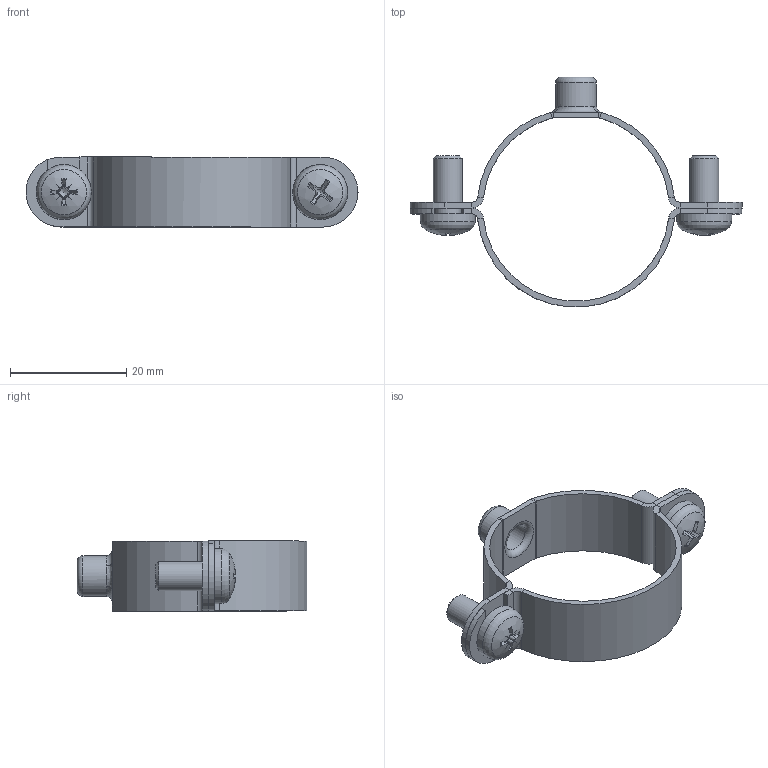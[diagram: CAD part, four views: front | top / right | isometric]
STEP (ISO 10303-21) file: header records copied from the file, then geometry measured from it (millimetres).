
FILE_DESCRIPTION(/* description */ (''),/* implementation_level */ '2;1');
FILE_NAME(/* name */ 'KSA32.stp',/* time_stamp */ '2020-12-04T10:06:01+01:00',/* author */ ('stanislaw.luczak'),/* organization */ (''),/* preprocessor_version */ 'ST-DEVELOPER v18.1',/* originating_system */ 'Autodesk Inventor 2021',/* authorisation */ '');
FILE_SCHEMA (('AUTOMOTIVE_DESIGN { 1 0 10303 214 3 1 1 }'));
Length unit declared in the file: millimetre
Products named in the file (5): KSA32; KSA32 góra; KSA32 dół; ISO 7045 - M5 x 10 - 4.8 - H; ISO 7045 - M5 x 10 - 4.8 - Z
Assembly tree (4 placements, depth 2):
  KSA32
    KSA32 góra
    KSA32 dół
    ISO 7045 - M5 x 10 - 4.8 - H
    ISO 7045 - M5 x 10 - 4.8 - Z
Bounding box: 57 x 39.43 x 12.04 mm (x, y, z)
Volume: 2474.1 mm3; surface area: 4555.5 mm2
Topology: 4 solids, 4 shells, 148 faces, 373 edges, 235 vertices
Faces by surface type: plane 70, cylinder 32, cone 28, torus 14, bspline 2, sphere 2
Full cylindrical faces by diameter (mm): 4.134 x2, 4.567 x2, 4.917 x1, 5 x2, 5.5 x1, 7 x1
Entity records: 5062 total; most frequent: CARTESIAN_POINT 1350, DIRECTION 776, ORIENTED_EDGE 742, EDGE_CURVE 371, AXIS2_PLACEMENT_3D 323, VERTEX_POINT 235, EDGE_LOOP 160, CIRCLE 160
